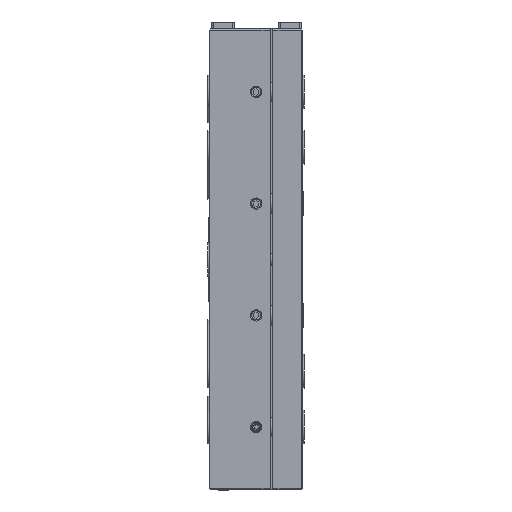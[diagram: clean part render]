
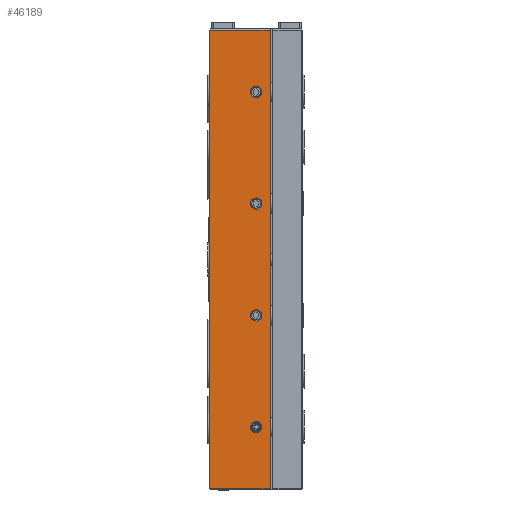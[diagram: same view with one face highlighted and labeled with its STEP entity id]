
A CAD part, left-side view. The second image highlights one B-rep face of the part: STEP entity #46189.
In plain terms, the highlighted face is planar.
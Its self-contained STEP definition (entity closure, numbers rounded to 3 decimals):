
#163 = EDGE_CURVE ( 'NONE', #84668, #126340, #91472, .T. ) ;
#300 = EDGE_CURVE ( 'NONE', #31486, #13919, #106693, .T. ) ;
#741 = CARTESIAN_POINT ( 'NONE',  ( 50., 0.5, 82. ) ) ;
#782 = CIRCLE ( 'NONE', #55703, 2.025 ) ;
#2106 = LINE ( 'NONE', #40923, #8216 ) ;
#2283 = EDGE_CURVE ( 'NONE', #87951, #99873, #9260, .T. ) ;
#3832 = CARTESIAN_POINT ( 'NONE',  ( 50., 17.3, -20. ) ) ;
#3951 = CIRCLE ( 'NONE', #90445, 2.025 ) ;
#5702 = CARTESIAN_POINT ( 'NONE',  ( 50., 17.3, 20. ) ) ;
#6618 = ORIENTED_EDGE ( 'NONE', *, *, #122815, .F. ) ;
#6647 = CARTESIAN_POINT ( 'NONE',  ( 50., 17.3, 17.975 ) ) ;
#7258 = CARTESIAN_POINT ( 'NONE',  ( 50., 17.3, 57.975 ) ) ;
#8216 = VECTOR ( 'NONE', #59410, 1000. ) ;
#9260 = LINE ( 'NONE', #25269, #62974 ) ;
#9303 = DIRECTION ( 'NONE',  ( 0., 0., -1. ) ) ;
#9335 = EDGE_CURVE ( 'NONE', #99873, #111102, #93954, .T. ) ;
#9540 = DIRECTION ( 'NONE',  ( 1., 0., 0. ) ) ;
#11457 = CARTESIAN_POINT ( 'NONE',  ( 50., 22.3, -82.5 ) ) ;
#11838 = EDGE_LOOP ( 'NONE', ( #83513, #76543 ) ) ;
#12119 = CIRCLE ( 'NONE', #22954, 2.025 ) ;
#13762 = AXIS2_PLACEMENT_3D ( 'NONE', #63110, #13868, #81533 ) ;
#13868 = DIRECTION ( 'NONE',  ( 1., 0., 0. ) ) ;
#13919 = VERTEX_POINT ( 'NONE', #72080 ) ;
#14983 = EDGE_CURVE ( 'NONE', #13919, #31486, #12119, .T. ) ;
#16428 = CARTESIAN_POINT ( 'NONE',  ( 50., 17.3, 60. ) ) ;
#21248 = ORIENTED_EDGE ( 'NONE', *, *, #9335, .T. ) ;
#22399 = ORIENTED_EDGE ( 'NONE', *, *, #300, .F. ) ;
#22954 = AXIS2_PLACEMENT_3D ( 'NONE', #126181, #29498, #9303 ) ;
#23739 = EDGE_LOOP ( 'NONE', ( #6618, #57621 ) ) ;
#24113 = CIRCLE ( 'NONE', #13762, 2.025 ) ;
#25036 = DIRECTION ( 'NONE',  ( 1., 0., 0. ) ) ;
#25269 = CARTESIAN_POINT ( 'NONE',  ( 50., 0., -82. ) ) ;
#27459 = AXIS2_PLACEMENT_3D ( 'NONE', #5702, #25036, #35242 ) ;
#28178 = EDGE_CURVE ( 'NONE', #126340, #84668, #90200, .T. ) ;
#28247 = ORIENTED_EDGE ( 'NONE', *, *, #14983, .F. ) ;
#29498 = DIRECTION ( 'NONE',  ( 1., 0., 0. ) ) ;
#30134 = CARTESIAN_POINT ( 'NONE',  ( 50., 0.5, -82. ) ) ;
#31486 = VERTEX_POINT ( 'NONE', #50133 ) ;
#31785 = DIRECTION ( 'NONE',  ( 1., 0., 0. ) ) ;
#33085 = DIRECTION ( 'NONE',  ( 1., 0., 0. ) ) ;
#35242 = DIRECTION ( 'NONE',  ( 0., 0., -1. ) ) ;
#36075 = DIRECTION ( 'NONE',  ( 0., 0., -1. ) ) ;
#37893 = EDGE_CURVE ( 'NONE', #93720, #57671, #782, .T. ) ;
#38568 = FACE_BOUND ( 'NONE', #77334, .T. ) ;
#39688 = EDGE_CURVE ( 'NONE', #111102, #54074, #75084, .T. ) ;
#40176 = EDGE_LOOP ( 'NONE', ( #28247, #22399 ) ) ;
#40181 = FACE_BOUND ( 'NONE', #23739, .T. ) ;
#40923 = CARTESIAN_POINT ( 'NONE',  ( 50., 0.5, -82.5 ) ) ;
#43100 = CARTESIAN_POINT ( 'NONE',  ( 50., 22.3, -82. ) ) ;
#43258 = DIRECTION ( 'NONE',  ( 1., 0., 0. ) ) ;
#46189 = ADVANCED_FACE ( 'NONE', ( #47777, #38568, #63173, #40181, #109146 ), #92529, .T. ) ;
#47718 = AXIS2_PLACEMENT_3D ( 'NONE', #85820, #84540, #75085 ) ;
#47777 = FACE_BOUND ( 'NONE', #40176, .T. ) ;
#50133 = CARTESIAN_POINT ( 'NONE',  ( 50., 17.3, -57.975 ) ) ;
#51373 = CARTESIAN_POINT ( 'NONE',  ( 50., 17.3, -17.975 ) ) ;
#52317 = CARTESIAN_POINT ( 'NONE',  ( 50., 17.3, -20. ) ) ;
#54074 = VERTEX_POINT ( 'NONE', #741 ) ;
#55183 = DIRECTION ( 'NONE',  ( 0., 1., 0. ) ) ;
#55703 = AXIS2_PLACEMENT_3D ( 'NONE', #3832, #31785, #101544 ) ;
#57621 = ORIENTED_EDGE ( 'NONE', *, *, #65911, .F. ) ;
#57671 = VERTEX_POINT ( 'NONE', #77490 ) ;
#57790 = DIRECTION ( 'NONE',  ( 0., -1., 0. ) ) ;
#59410 = DIRECTION ( 'NONE',  ( 0., 0., -1. ) ) ;
#60012 = EDGE_CURVE ( 'NONE', #57671, #93720, #80762, .T. ) ;
#62814 = CARTESIAN_POINT ( 'NONE',  ( 50., 17.3, 62.025 ) ) ;
#62974 = VECTOR ( 'NONE', #55183, 1000. ) ;
#62982 = CARTESIAN_POINT ( 'NONE',  ( 50., 0., -82.5 ) ) ;
#63110 = CARTESIAN_POINT ( 'NONE',  ( 50., 17.3, 60. ) ) ;
#63173 = FACE_BOUND ( 'NONE', #11838, .T. ) ;
#63390 = DIRECTION ( 'NONE',  ( 0., 1., 0. ) ) ;
#65911 = EDGE_CURVE ( 'NONE', #84567, #80402, #3951, .T. ) ;
#67808 = CARTESIAN_POINT ( 'NONE',  ( 50., 17.3, 20. ) ) ;
#70721 = DIRECTION ( 'NONE',  ( 0., 0., -1. ) ) ;
#71533 = EDGE_CURVE ( 'NONE', #54074, #87951, #2106, .T. ) ;
#72080 = CARTESIAN_POINT ( 'NONE',  ( 50., 17.3, -62.025 ) ) ;
#75084 = LINE ( 'NONE', #116850, #87409 ) ;
#75085 = DIRECTION ( 'NONE',  ( 0., 0., -1. ) ) ;
#76543 = ORIENTED_EDGE ( 'NONE', *, *, #28178, .F. ) ;
#77334 = EDGE_LOOP ( 'NONE', ( #79530, #120266 ) ) ;
#77490 = CARTESIAN_POINT ( 'NONE',  ( 50., 17.3, -22.025 ) ) ;
#78442 = DIRECTION ( 'NONE',  ( 0., 0., -1. ) ) ;
#79530 = ORIENTED_EDGE ( 'NONE', *, *, #60012, .F. ) ;
#79931 = DIRECTION ( 'NONE',  ( 0., 0., 1. ) ) ;
#80402 = VERTEX_POINT ( 'NONE', #7258 ) ;
#80762 = CIRCLE ( 'NONE', #97507, 2.025 ) ;
#81533 = DIRECTION ( 'NONE',  ( 0., 0., -1. ) ) ;
#81589 = ORIENTED_EDGE ( 'NONE', *, *, #71533, .T. ) ;
#83365 = ORIENTED_EDGE ( 'NONE', *, *, #2283, .T. ) ;
#83513 = ORIENTED_EDGE ( 'NONE', *, *, #163, .F. ) ;
#84540 = DIRECTION ( 'NONE',  ( 1., 0., 0. ) ) ;
#84567 = VERTEX_POINT ( 'NONE', #62814 ) ;
#84668 = VERTEX_POINT ( 'NONE', #6647 ) ;
#85820 = CARTESIAN_POINT ( 'NONE',  ( 50., 17.3, -60. ) ) ;
#87409 = VECTOR ( 'NONE', #57790, 1000. ) ;
#87951 = VERTEX_POINT ( 'NONE', #30134 ) ;
#88001 = CARTESIAN_POINT ( 'NONE',  ( 50., 17.3, 22.025 ) ) ;
#90200 = CIRCLE ( 'NONE', #27459, 2.025 ) ;
#90445 = AXIS2_PLACEMENT_3D ( 'NONE', #16428, #103381, #36075 ) ;
#91157 = EDGE_LOOP ( 'NONE', ( #21248, #92784, #81589, #83365 ) ) ;
#91472 = CIRCLE ( 'NONE', #92020, 2.025 ) ;
#92020 = AXIS2_PLACEMENT_3D ( 'NONE', #67808, #9540, #78442 ) ;
#92529 = PLANE ( 'NONE',  #124418 ) ;
#92784 = ORIENTED_EDGE ( 'NONE', *, *, #39688, .T. ) ;
#93720 = VERTEX_POINT ( 'NONE', #51373 ) ;
#93954 = LINE ( 'NONE', #11457, #110766 ) ;
#97507 = AXIS2_PLACEMENT_3D ( 'NONE', #52317, #33085, #70721 ) ;
#99873 = VERTEX_POINT ( 'NONE', #43100 ) ;
#101544 = DIRECTION ( 'NONE',  ( 0., 0., -1. ) ) ;
#103381 = DIRECTION ( 'NONE',  ( 1., 0., 0. ) ) ;
#106693 = CIRCLE ( 'NONE', #47718, 2.025 ) ;
#109146 = FACE_OUTER_BOUND ( 'NONE', #91157, .T. ) ;
#110766 = VECTOR ( 'NONE', #79931, 1000. ) ;
#111102 = VERTEX_POINT ( 'NONE', #124649 ) ;
#116850 = CARTESIAN_POINT ( 'NONE',  ( 50., 0.5, 82. ) ) ;
#120266 = ORIENTED_EDGE ( 'NONE', *, *, #37893, .F. ) ;
#122815 = EDGE_CURVE ( 'NONE', #80402, #84567, #24113, .T. ) ;
#124418 = AXIS2_PLACEMENT_3D ( 'NONE', #62982, #43258, #63390 ) ;
#124649 = CARTESIAN_POINT ( 'NONE',  ( 50., 22.3, 82. ) ) ;
#126181 = CARTESIAN_POINT ( 'NONE',  ( 50., 17.3, -60. ) ) ;
#126340 = VERTEX_POINT ( 'NONE', #88001 ) ;
